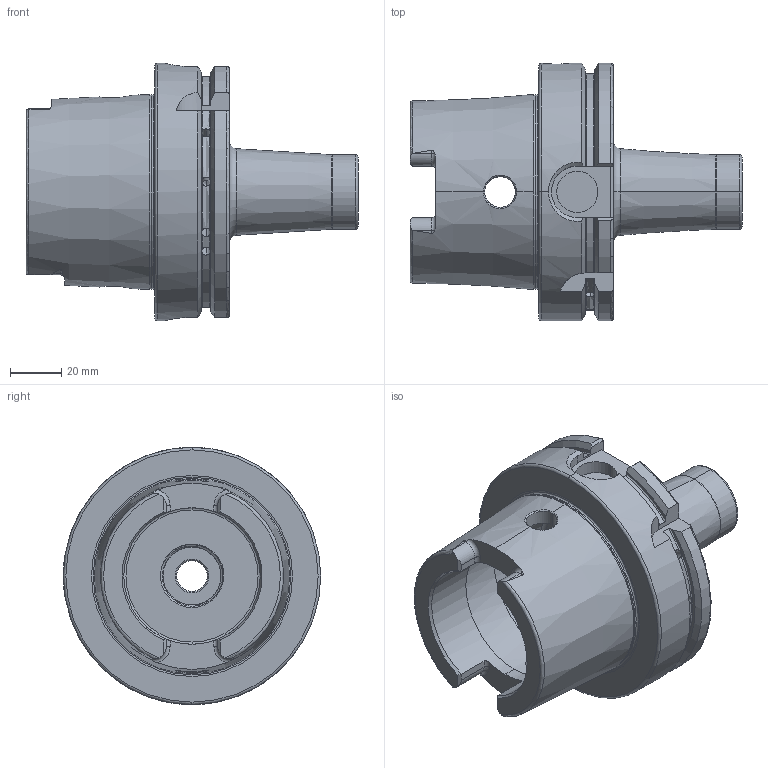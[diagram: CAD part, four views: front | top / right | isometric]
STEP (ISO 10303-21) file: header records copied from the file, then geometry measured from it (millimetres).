
FILE_DESCRIPTION (( 'STEP AP203' ), '1' );
FILE_NAME ('A100.06.16.1.STEP', '2016-10-11T01:57:30', ( '' ), ( '' ), 'SwSTEP 2.0', 'SolidWorks 2012', '' );
FILE_SCHEMA (( 'CONFIG_CONTROL_DESIGN' ));
Length unit declared in the file: millimetre
Products named in the file (1): A100.06.16.1
Bounding box: 129 x 100 x 100 mm (x, y, z)
Volume: 281237.9 mm3; surface area: 58693.5 mm2
Topology: 1 solids, 1 shells, 229 faces, 618 edges, 387 vertices
Faces by surface type: cylinder 96, plane 48, torus 37, cone 36, bspline 12
Entity records: 18486 total; most frequent: CARTESIAN_POINT 13128, ORIENTED_EDGE 1216, DIRECTION 1003, EDGE_CURVE 608, AXIS2_PLACEMENT_3D 406, VERTEX_POINT 387, EDGE_LOOP 241, FACE_OUTER_BOUND 229
